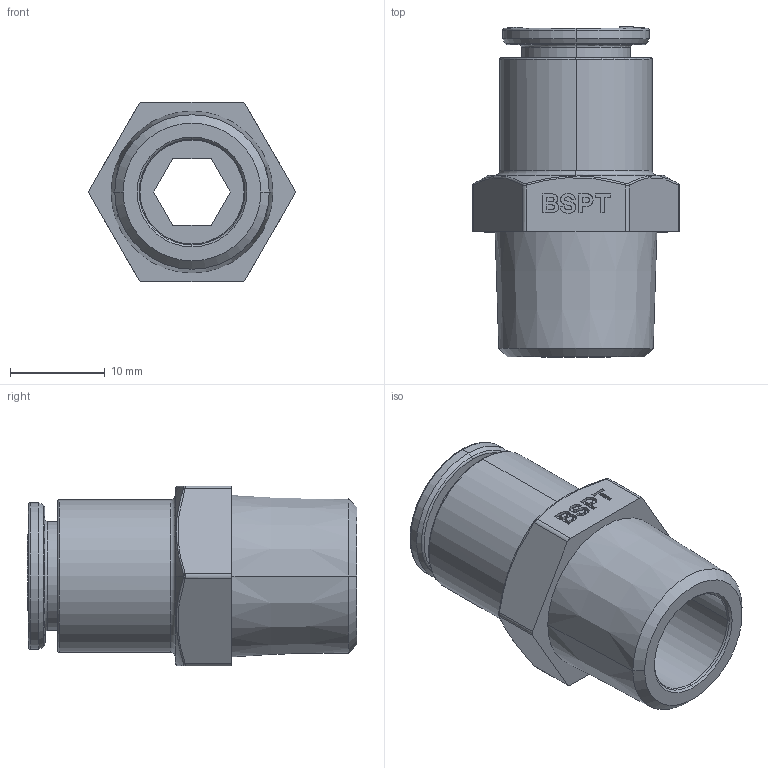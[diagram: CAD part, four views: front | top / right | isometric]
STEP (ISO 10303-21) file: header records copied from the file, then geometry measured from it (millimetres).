
FILE_DESCRIPTION(('STEP AP214'),'1');
FILE_NAME('6875_10_17.stp','2016-07-07T14:47:01',('TraceParts'),('TraceParts S.A.'),'Spatial InterOp 3D',' ',' ');
FILE_SCHEMA(('automotive_design'));
Length unit declared in the file: millimetre
Products named in the file (6): 6875 10 17|44110-19_ASM_1842#44110-19_ASM|44110-32_1838#44110-32;Solide1; 6875 10 17|44110-19_ASM_1842#44110-19_ASM|44110_1839#44110;Solide1; 6875 10 17|44110-19_ASM_1842#44110-19_ASM|44110-30_1840#44110-30;Solide1; 6875 10 17|44110-19_ASM_1842#44110-19_ASM|44110-40_1841#44110-40;Solide1; 6875 10 17|44520-52-06_1837#44520-52-06;Solide1; 6875 10 17|44110-11-10-ASM_1843#44110-11-10-ASM;Solide1
Bounding box: 21.78 x 34.85 x 19 mm (x, y, z)
Volume: 4870.2 mm3; surface area: 5664.4 mm2
Topology: 6 solids, 6 shells, 788 faces, 2019 edges, 1277 vertices
Faces by surface type: plane 329, bspline 160, cylinder 116, torus 93, cone 90
Entity records: 34807 total; most frequent: CARTESIAN_POINT 9795, ORIENTED_EDGE 4038, DIRECTION 3603, EDGE_CURVE 2019, VERTEX_POINT 1277, AXIS2_PLACEMENT_3D 1224, LINE 1155, VECTOR 1155
